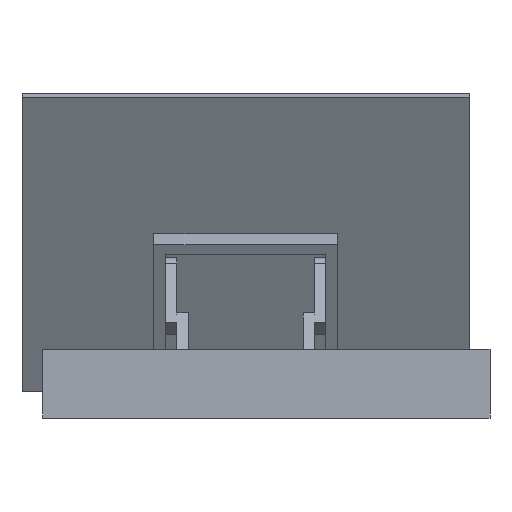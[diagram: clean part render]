
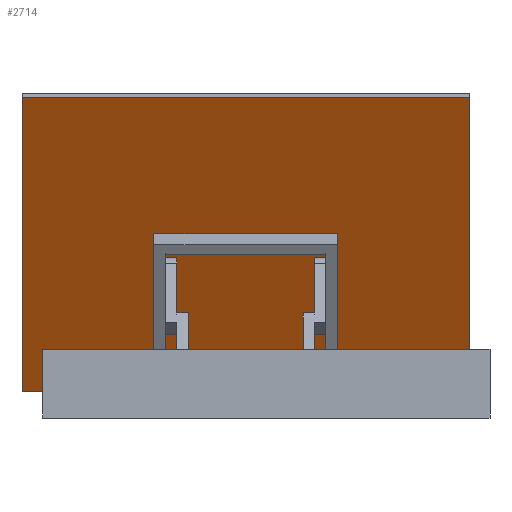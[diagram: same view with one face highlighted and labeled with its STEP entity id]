
A CAD part, front view. The second image highlights one B-rep face of the part: STEP entity #2714.
In plain terms, the highlighted planar face has unit normal (0, -0.866, -0.5).
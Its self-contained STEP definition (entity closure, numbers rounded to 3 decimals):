
#159=FACE_OUTER_BOUND('',#308,.T.);
#308=EDGE_LOOP('',(#1808,#1809,#1810,#1811));
#480=LINE('',#3941,#814);
#481=LINE('',#3943,#815);
#482=LINE('',#3945,#816);
#483=LINE('',#3946,#817);
#814=VECTOR('',#3159,9.75);
#815=VECTOR('',#3160,7.4);
#816=VECTOR('',#3161,9.75);
#817=VECTOR('',#3162,7.4);
#1148=VERTEX_POINT('',#3939);
#1149=VERTEX_POINT('',#3940);
#1150=VERTEX_POINT('',#3942);
#1151=VERTEX_POINT('',#3944);
#1412=EDGE_CURVE('',#1148,#1149,#480,.T.);
#1413=EDGE_CURVE('',#1149,#1150,#481,.T.);
#1414=EDGE_CURVE('',#1150,#1151,#482,.T.);
#1415=EDGE_CURVE('',#1151,#1148,#483,.T.);
#1808=ORIENTED_EDGE('',*,*,#1412,.T.);
#1809=ORIENTED_EDGE('',*,*,#1413,.T.);
#1810=ORIENTED_EDGE('',*,*,#1414,.T.);
#1811=ORIENTED_EDGE('',*,*,#1415,.T.);
#2593=PLANE('',#2925);
#2714=ADVANCED_FACE('',(#159),#2593,.T.);
#2925=AXIS2_PLACEMENT_3D('',#3938,#3157,#3158);
#3157=DIRECTION('center_axis',(0.,-0.866,
-0.5));
#3158=DIRECTION('ref_axis',(0.,0.5,-0.866));
#3159=DIRECTION('',(-1.,0.,0.));
#3160=DIRECTION('',(0.,0.5,-0.866));
#3161=DIRECTION('',(1.,0.,0.));
#3162=DIRECTION('',(0.,-0.5,0.866));
#3938=CARTESIAN_POINT('Origin',(-18.5,187.854,67.679));
#3939=CARTESIAN_POINT('',(79.,150.854,131.765));
#3940=CARTESIAN_POINT('',(-116.,150.854,131.765));
#3941=CARTESIAN_POINT('',(-18.5,150.854,131.765));
#3942=CARTESIAN_POINT('',(-116.,224.854,3.593));
#3943=CARTESIAN_POINT('',(-116.,187.854,67.679));
#3944=CARTESIAN_POINT('',(79.,224.854,3.593));
#3945=CARTESIAN_POINT('',(-18.5,224.854,3.593));
#3946=CARTESIAN_POINT('',(79.,187.854,67.679));
